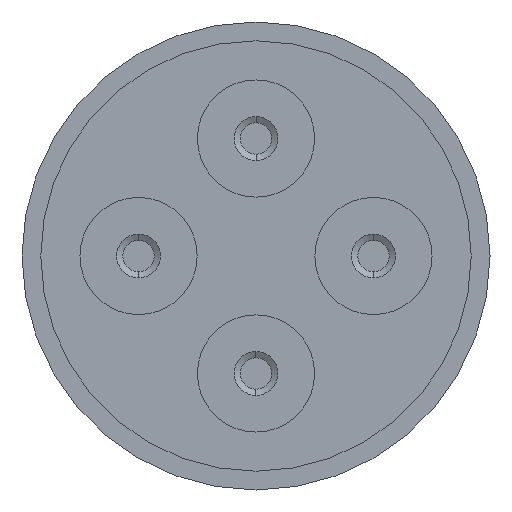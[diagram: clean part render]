
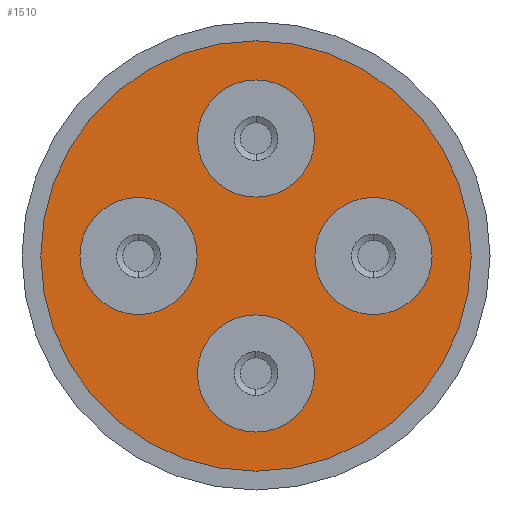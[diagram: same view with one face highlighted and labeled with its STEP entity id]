
A CAD part, front view. The second image highlights one B-rep face of the part: STEP entity #1510.
In plain terms, the highlighted planar face has unit normal (0, -1, 0).
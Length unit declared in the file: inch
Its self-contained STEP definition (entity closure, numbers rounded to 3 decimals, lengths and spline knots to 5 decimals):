
#129 = FACE_BOUND ( 'NONE', #2392, .T. ) ;
#133 = FACE_BOUND ( 'NONE', #2424, .T. ) ;
#136 = FACE_OUTER_BOUND ( 'NONE', #2399, .T. ) ;
#137 = FACE_BOUND ( 'NONE', #2292, .T. ) ;
#138 = FACE_BOUND ( 'NONE', #722, .T. ) ;
#457 = EDGE_CURVE ( 'NONE', #876, #702, #2367, .T. ) ;
#458 = EDGE_CURVE ( 'NONE', #863, #742, #2477, .T. ) ;
#459 = EDGE_CURVE ( 'NONE', #627, #786, #2254, .T. ) ;
#460 = EDGE_CURVE ( 'NONE', #777, #765, #2371, .T. ) ;
#471 = EDGE_CURVE ( 'NONE', #657, #759, #2447, .T. ) ;
#504 = EDGE_CURVE ( 'NONE', #759, #657, #2420, .T. ) ;
#522 = EDGE_CURVE ( 'NONE', #765, #777, #2339, .T. ) ;
#526 = EDGE_CURVE ( 'NONE', #786, #627, #2314, .T. ) ;
#530 = EDGE_CURVE ( 'NONE', #742, #863, #2441, .T. ) ;
#534 = EDGE_CURVE ( 'NONE', #702, #876, #2224, .T. ) ;
#627 = VERTEX_POINT ( 'NONE', #1168 ) ;
#657 = VERTEX_POINT ( 'NONE', #1150 ) ;
#702 = VERTEX_POINT ( 'NONE', #1128 ) ;
#722 = EDGE_LOOP ( 'NONE', ( #2135, #2128 ) ) ;
#742 = VERTEX_POINT ( 'NONE', #1101 ) ;
#759 = VERTEX_POINT ( 'NONE', #1094 ) ;
#765 = VERTEX_POINT ( 'NONE', #1086 ) ;
#777 = VERTEX_POINT ( 'NONE', #1072 ) ;
#786 = VERTEX_POINT ( 'NONE', #1066 ) ;
#863 = VERTEX_POINT ( 'NONE', #1030 ) ;
#876 = VERTEX_POINT ( 'NONE', #1027 ) ;
#978 = DIRECTION ( 'NONE',  ( 0., 0., -1. ) ) ;
#980 = CARTESIAN_POINT ( 'NONE',  ( 0., -0.09, 0. ) ) ;
#984 = PLANE ( 'NONE',  #1823 ) ;
#986 = DIRECTION ( 'NONE',  ( 0., -1., 0. ) ) ;
#1027 = CARTESIAN_POINT ( 'NONE',  ( 0., -0.09, 0.094 ) ) ;
#1030 = CARTESIAN_POINT ( 'NONE',  ( -0.094, -0.09, 0. ) ) ;
#1066 = CARTESIAN_POINT ( 'NONE',  ( 0., -0.09, -0.094 ) ) ;
#1072 = CARTESIAN_POINT ( 'NONE',  ( 0.281, -0.09, 0. ) ) ;
#1086 = CARTESIAN_POINT ( 'NONE',  ( 0.094, -0.09, 0. ) ) ;
#1094 = CARTESIAN_POINT ( 'NONE',  ( 0., -0.09, 0.3435 ) ) ;
#1101 = CARTESIAN_POINT ( 'NONE',  ( -0.281, -0.09, 0. ) ) ;
#1128 = CARTESIAN_POINT ( 'NONE',  ( 0., -0.09, 0.281 ) ) ;
#1150 = CARTESIAN_POINT ( 'NONE',  ( 0., -0.09, -0.3435 ) ) ;
#1168 = CARTESIAN_POINT ( 'NONE',  ( 0., -0.09, -0.281 ) ) ;
#1510 = ADVANCED_FACE ( 'NONE', ( #136, #138, #133, #137, #129 ), #984, .T. ) ;
#1541 = AXIS2_PLACEMENT_3D ( 'NONE', #3145, #3144, #3143 ) ;
#1552 = AXIS2_PLACEMENT_3D ( 'NONE', #3140, #3139, #3138 ) ;
#1569 = AXIS2_PLACEMENT_3D ( 'NONE', #2019, #2018, #2017 ) ;
#1573 = AXIS2_PLACEMENT_3D ( 'NONE', #2030, #2029, #2028 ) ;
#1580 = AXIS2_PLACEMENT_3D ( 'NONE', #2041, #2040, #2039 ) ;
#1622 = AXIS2_PLACEMENT_3D ( 'NONE', #2052, #2051, #2050 ) ;
#1679 = AXIS2_PLACEMENT_3D ( 'NONE', #3111, #3110, #3109 ) ;
#1699 = AXIS2_PLACEMENT_3D ( 'NONE', #3011, #3010, #3009 ) ;
#1704 = AXIS2_PLACEMENT_3D ( 'NONE', #3148, #3147, #3146 ) ;
#1705 = AXIS2_PLACEMENT_3D ( 'NONE', #3151, #3150, #3149 ) ;
#1823 = AXIS2_PLACEMENT_3D ( 'NONE', #980, #986, #978 ) ;
#2017 = DIRECTION ( 'NONE',  ( 0., 0., -1. ) ) ;
#2018 = DIRECTION ( 'NONE',  ( 0., 1., 0. ) ) ;
#2019 = CARTESIAN_POINT ( 'NONE',  ( 0., -0.09, 0.1875 ) ) ;
#2028 = DIRECTION ( 'NONE',  ( 1., 0., 0. ) ) ;
#2029 = DIRECTION ( 'NONE',  ( 0., 1., 0. ) ) ;
#2030 = CARTESIAN_POINT ( 'NONE',  ( -0.1875, -0.09, 0. ) ) ;
#2039 = DIRECTION ( 'NONE',  ( 0., 0., -1. ) ) ;
#2040 = DIRECTION ( 'NONE',  ( 0., 1., 0. ) ) ;
#2041 = CARTESIAN_POINT ( 'NONE',  ( 0., -0.09, -0.1875 ) ) ;
#2050 = DIRECTION ( 'NONE',  ( 1., 0., 0. ) ) ;
#2051 = DIRECTION ( 'NONE',  ( 0., 1., 0. ) ) ;
#2052 = CARTESIAN_POINT ( 'NONE',  ( 0.1875, -0.09, 0. ) ) ;
#2122 = ORIENTED_EDGE ( 'NONE', *, *, #471, .T. ) ;
#2128 = ORIENTED_EDGE ( 'NONE', *, *, #522, .T. ) ;
#2130 = ORIENTED_EDGE ( 'NONE', *, *, #526, .T. ) ;
#2132 = ORIENTED_EDGE ( 'NONE', *, *, #530, .T. ) ;
#2133 = ORIENTED_EDGE ( 'NONE', *, *, #504, .T. ) ;
#2135 = ORIENTED_EDGE ( 'NONE', *, *, #460, .T. ) ;
#2137 = ORIENTED_EDGE ( 'NONE', *, *, #459, .T. ) ;
#2139 = ORIENTED_EDGE ( 'NONE', *, *, #458, .T. ) ;
#2140 = ORIENTED_EDGE ( 'NONE', *, *, #457, .T. ) ;
#2143 = ORIENTED_EDGE ( 'NONE', *, *, #534, .T. ) ;
#2224 = CIRCLE ( 'NONE', #1569, 0.0935 ) ;
#2254 = CIRCLE ( 'NONE', #1541, 0.0935 ) ;
#2292 = EDGE_LOOP ( 'NONE', ( #2139, #2132 ) ) ;
#2314 = CIRCLE ( 'NONE', #1580, 0.0935 ) ;
#2339 = CIRCLE ( 'NONE', #1622, 0.0935 ) ;
#2367 = CIRCLE ( 'NONE', #1705, 0.0935 ) ;
#2371 = CIRCLE ( 'NONE', #1552, 0.0935 ) ;
#2392 = EDGE_LOOP ( 'NONE', ( #2140, #2143 ) ) ;
#2399 = EDGE_LOOP ( 'NONE', ( #2133, #2122 ) ) ;
#2420 = CIRCLE ( 'NONE', #1699, 0.3435 ) ;
#2424 = EDGE_LOOP ( 'NONE', ( #2137, #2130 ) ) ;
#2441 = CIRCLE ( 'NONE', #1573, 0.0935 ) ;
#2447 = CIRCLE ( 'NONE', #1679, 0.3435 ) ;
#2477 = CIRCLE ( 'NONE', #1704, 0.0935 ) ;
#3009 = DIRECTION ( 'NONE',  ( 0., 0., 1. ) ) ;
#3010 = DIRECTION ( 'NONE',  ( 0., -1., 0. ) ) ;
#3011 = CARTESIAN_POINT ( 'NONE',  ( 0., -0.09, 0. ) ) ;
#3109 = DIRECTION ( 'NONE',  ( 0., 0., 1. ) ) ;
#3110 = DIRECTION ( 'NONE',  ( 0., -1., 0. ) ) ;
#3111 = CARTESIAN_POINT ( 'NONE',  ( 0., -0.09, 0. ) ) ;
#3138 = DIRECTION ( 'NONE',  ( 1., 0., 0. ) ) ;
#3139 = DIRECTION ( 'NONE',  ( 0., 1., 0. ) ) ;
#3140 = CARTESIAN_POINT ( 'NONE',  ( 0.1875, -0.09, 0. ) ) ;
#3143 = DIRECTION ( 'NONE',  ( 0., 0., -1. ) ) ;
#3144 = DIRECTION ( 'NONE',  ( 0., 1., 0. ) ) ;
#3145 = CARTESIAN_POINT ( 'NONE',  ( 0., -0.09, -0.1875 ) ) ;
#3146 = DIRECTION ( 'NONE',  ( 1., 0., 0. ) ) ;
#3147 = DIRECTION ( 'NONE',  ( 0., 1., 0. ) ) ;
#3148 = CARTESIAN_POINT ( 'NONE',  ( -0.1875, -0.09, 0. ) ) ;
#3149 = DIRECTION ( 'NONE',  ( 0., 0., -1. ) ) ;
#3150 = DIRECTION ( 'NONE',  ( 0., 1., 0. ) ) ;
#3151 = CARTESIAN_POINT ( 'NONE',  ( 0., -0.09, 0.1875 ) ) ;
